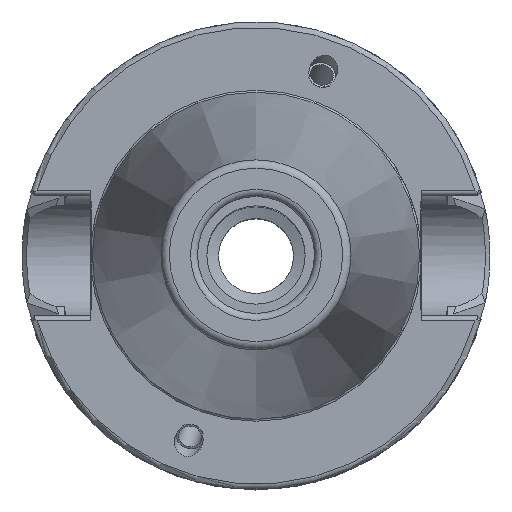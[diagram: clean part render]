
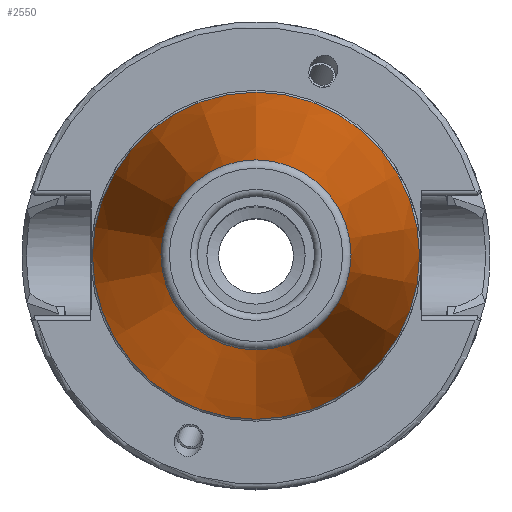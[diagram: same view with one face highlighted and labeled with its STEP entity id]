
A CAD part, top view. The second image highlights one B-rep face of the part: STEP entity #2550.
In plain terms, the highlighted conical face has half-angle 8.297 degrees and reference radius 27.629 mm.
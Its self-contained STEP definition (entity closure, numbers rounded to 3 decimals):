
#69=CONICAL_SURFACE('',#2845,27.629,0.145);
#205=CIRCLE('',#2796,20.304);
#206=CIRCLE('',#2797,20.304);
#234=CIRCLE('',#2844,34.954);
#470=FACE_OUTER_BOUND('',#639,.T.);
#639=EDGE_LOOP('',(#2396,#2397,#2398,#2399,#2400));
#866=LINE('',#5408,#1009);
#1009=VECTOR('',#3534,27.629);
#1237=VERTEX_POINT('',#5325);
#1238=VERTEX_POINT('',#5327);
#1260=VERTEX_POINT('',#5404);
#1602=EDGE_CURVE('',#1237,#1238,#205,.T.);
#1603=EDGE_CURVE('',#1238,#1237,#206,.T.);
#1638=EDGE_CURVE('',#1260,#1260,#234,.T.);
#1640=EDGE_CURVE('',#1238,#1260,#866,.T.);
#2396=ORIENTED_EDGE('',*,*,#1603,.F.);
#2397=ORIENTED_EDGE('',*,*,#1640,.T.);
#2398=ORIENTED_EDGE('',*,*,#1638,.T.);
#2399=ORIENTED_EDGE('',*,*,#1640,.F.);
#2400=ORIENTED_EDGE('',*,*,#1602,.F.);
#2550=ADVANCED_FACE('',(#470),#69,.T.);
#2796=AXIS2_PLACEMENT_3D('',#5328,#3426,#3427);
#2797=AXIS2_PLACEMENT_3D('',#5329,#3428,#3429);
#2844=AXIS2_PLACEMENT_3D('',#5405,#3529,#3530);
#2845=AXIS2_PLACEMENT_3D('',#5407,#3532,#3533);
#3426=DIRECTION('center_axis',(0.,0.,1.));
#3427=DIRECTION('ref_axis',(1.,0.,0.));
#3428=DIRECTION('center_axis',(0.,0.,1.));
#3429=DIRECTION('ref_axis',(1.,0.,0.));
#3529=DIRECTION('center_axis',(0.,0.,1.));
#3530=DIRECTION('ref_axis',(1.,0.,0.));
#3532=DIRECTION('center_axis',(0.,0.,-1.));
#3533=DIRECTION('ref_axis',(0.,-1.,0.));
#3534=DIRECTION('',(0.,0.144,-0.99));
#5325=CARTESIAN_POINT('',(20.304,0.,100.26));
#5327=CARTESIAN_POINT('',(0.,20.304,100.26));
#5328=CARTESIAN_POINT('Origin',(0.,0.,100.26));
#5329=CARTESIAN_POINT('Origin',(0.,0.,100.26));
#5404=CARTESIAN_POINT('',(0.,34.954,-0.2));
#5405=CARTESIAN_POINT('Origin',(0.,0.,-0.2));
#5407=CARTESIAN_POINT('Origin',(0.,0.,50.03));
#5408=CARTESIAN_POINT('',(0.,27.629,50.03));
